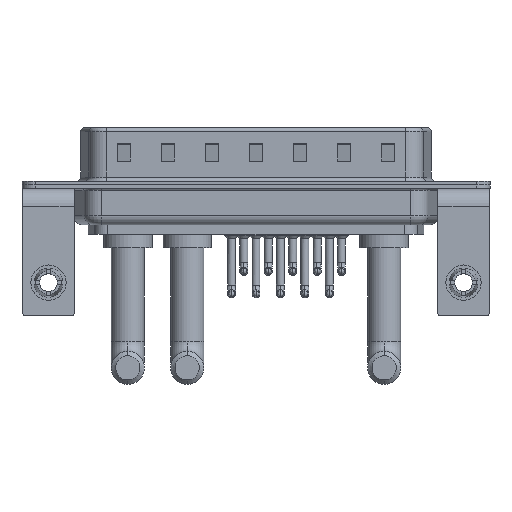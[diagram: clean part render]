
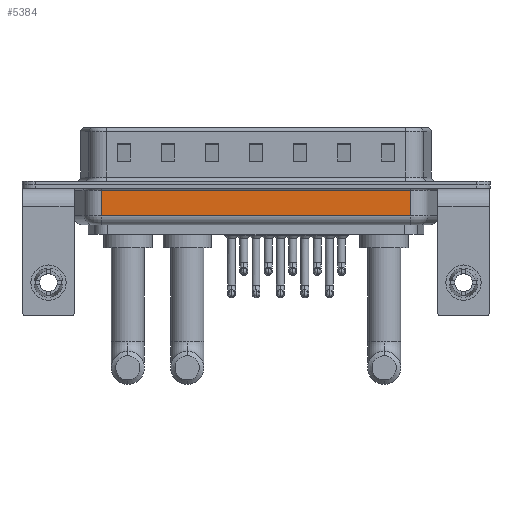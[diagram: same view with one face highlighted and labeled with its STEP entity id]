
A CAD part, front view. The second image highlights one B-rep face of the part: STEP entity #5384.
In plain terms, the highlighted planar face has unit normal (0, -1, 0).
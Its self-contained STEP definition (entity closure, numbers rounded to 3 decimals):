
#1795 = DIRECTION ( 'NONE',  ( -1., 0., 0. ) ) ;
#2134 = VERTEX_POINT ( 'NONE', #8848 ) ;
#2483 = CARTESIAN_POINT ( 'NONE',  ( 6.006, -5.35, -3.5 ) ) ;
#2605 = FACE_OUTER_BOUND ( 'NONE', #18922, .T. ) ;
#2679 = CARTESIAN_POINT ( 'NONE',  ( 41.044, -5.35, -3.5 ) ) ;
#5384 = ADVANCED_FACE ( 'NONE', ( #2605 ), #6561, .F. ) ;
#5975 = VERTEX_POINT ( 'NONE', #25500 ) ;
#6425 = DIRECTION ( 'NONE',  ( 0., 0., 1. ) ) ;
#6561 = PLANE ( 'NONE',  #11967 ) ;
#6602 = ORIENTED_EDGE ( 'NONE', *, *, #25888, .T. ) ;
#6687 = DIRECTION ( 'NONE',  ( 0., 1., 0. ) ) ;
#7028 = DIRECTION ( 'NONE',  ( 0., 0., 1. ) ) ;
#7827 = VECTOR ( 'NONE', #12730, 1000. ) ;
#8124 = EDGE_CURVE ( 'NONE', #20664, #14239, #8672, .T. ) ;
#8672 = LINE ( 'NONE', #2483, #7827 ) ;
#8848 = CARTESIAN_POINT ( 'NONE',  ( 6.006, -5.35, -0.65 ) ) ;
#10097 = CARTESIAN_POINT ( 'NONE',  ( 6.006, -5.35, -4.5 ) ) ;
#10575 = CARTESIAN_POINT ( 'NONE',  ( 6.006, -5.35, -4.5 ) ) ;
#10834 = LINE ( 'NONE', #10575, #23597 ) ;
#11967 = AXIS2_PLACEMENT_3D ( 'NONE', #10097, #6687, #6425 ) ;
#12311 = LINE ( 'NONE', #18187, #24476 ) ;
#12730 = DIRECTION ( 'NONE',  ( 1., 0., 0. ) ) ;
#13091 = ORIENTED_EDGE ( 'NONE', *, *, #23684, .F. ) ;
#14239 = VERTEX_POINT ( 'NONE', #2679 ) ;
#14715 = CARTESIAN_POINT ( 'NONE',  ( 6.006, -5.35, -3.5 ) ) ;
#16232 = DIRECTION ( 'NONE',  ( 0., 0., 1. ) ) ;
#17424 = CARTESIAN_POINT ( 'NONE',  ( 6.006, -5.35, -0.65 ) ) ;
#18187 = CARTESIAN_POINT ( 'NONE',  ( 41.044, -5.35, -4.5 ) ) ;
#18922 = EDGE_LOOP ( 'NONE', ( #13091, #25977, #6602, #23514 ) ) ;
#19384 = LINE ( 'NONE', #17424, #25612 ) ;
#20664 = VERTEX_POINT ( 'NONE', #14715 ) ;
#21247 = EDGE_CURVE ( 'NONE', #5975, #2134, #19384, .T. ) ;
#23514 = ORIENTED_EDGE ( 'NONE', *, *, #21247, .T. ) ;
#23597 = VECTOR ( 'NONE', #7028, 1000. ) ;
#23684 = EDGE_CURVE ( 'NONE', #20664, #2134, #10834, .T. ) ;
#24476 = VECTOR ( 'NONE', #16232, 1000. ) ;
#25500 = CARTESIAN_POINT ( 'NONE',  ( 41.044, -5.35, -0.65 ) ) ;
#25612 = VECTOR ( 'NONE', #1795, 1000. ) ;
#25888 = EDGE_CURVE ( 'NONE', #14239, #5975, #12311, .T. ) ;
#25977 = ORIENTED_EDGE ( 'NONE', *, *, #8124, .T. ) ;
